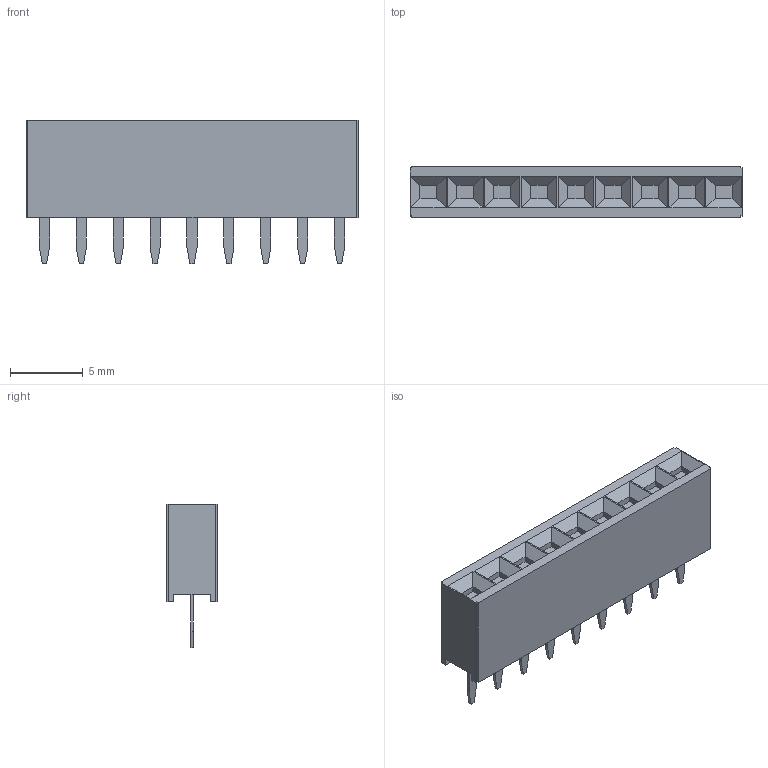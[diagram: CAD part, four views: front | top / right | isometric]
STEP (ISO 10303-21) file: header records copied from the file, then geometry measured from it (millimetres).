
FILE_DESCRIPTION((''),'2;1');
FILE_NAME('C-5-535541-7','2008-02-04T',('workeradm'),('Tyco Electronics Corporation'),'PRO/ENGINEER BY PARAMETRIC TECHNOLOGY CORPORATION, 2005450','PRO/ENGINEER BY PARAMETRIC TECHNOLOGY CORPORATION, 2005450','');
FILE_SCHEMA(('CONFIG_CONTROL_DESIGN', 'GEOMETRIC_VALIDATION_PROPERTIES_MIM'));
Length unit declared in the file: millimetre
Products named in the file (1): C-5-535541-7
Bounding box: 22.86 x 3.56 x 9.91 mm (x, y, z)
Volume: 500.9 mm3; surface area: 624.7 mm2
Topology: 1 solids, 1 shells, 162 faces, 390 edges, 248 vertices
Faces by surface type: plane 162
Entity records: 4695 total; most frequent: CARTESIAN_POINT 801, ORIENTED_EDGE 780, DIRECTION 714, VECTOR 390, LINE 390, EDGE_CURVE 390, VERTEX_POINT 248, EDGE_LOOP 180
